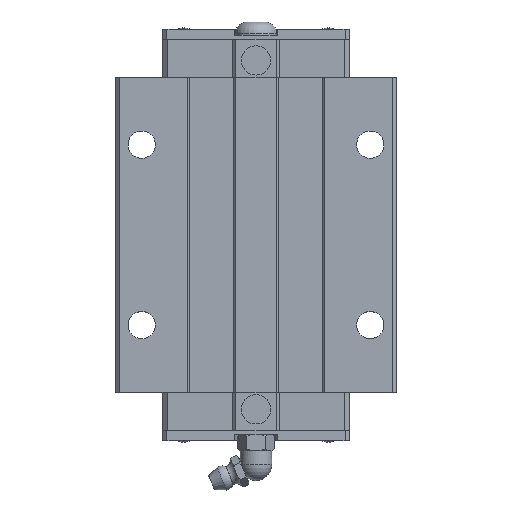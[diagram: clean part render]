
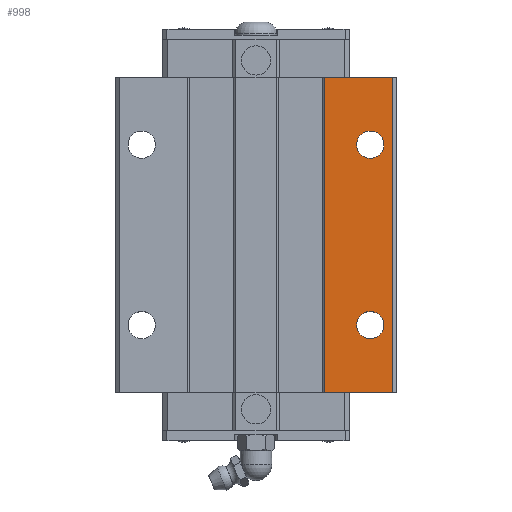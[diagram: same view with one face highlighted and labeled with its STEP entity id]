
A CAD part, top view. The second image highlights one B-rep face of the part: STEP entity #998.
In plain terms, the highlighted planar face has unit normal (0, 0, 1).
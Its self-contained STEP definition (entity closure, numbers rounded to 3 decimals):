
#998=ADVANCED_FACE('',(#2064,#2065,#2066),#2067,.T.);
#2064=FACE_OUTER_BOUND('',#3193,.T.);
#2065=FACE_BOUND('',#3194,.T.);
#2066=FACE_BOUND('',#3195,.T.);
#2067=PLANE('',#3196);
#3193=EDGE_LOOP('',(#6271,#6272,#6273,#6274));
#3194=EDGE_LOOP('',(#6275,#6276));
#3195=EDGE_LOOP('',(#6277,#6278));
#3196=AXIS2_PLACEMENT_3D('',#6279,#6280,#6281);
#6271=ORIENTED_EDGE('',*,*,#7958,.T.);
#6272=ORIENTED_EDGE('',*,*,#7887,.T.);
#6273=ORIENTED_EDGE('',*,*,#7964,.F.);
#6274=ORIENTED_EDGE('',*,*,#7939,.T.);
#6275=ORIENTED_EDGE('',*,*,#6816,.T.);
#6276=ORIENTED_EDGE('',*,*,#7965,.T.);
#6277=ORIENTED_EDGE('',*,*,#6810,.T.);
#6278=ORIENTED_EDGE('',*,*,#7966,.T.);
#6279=CARTESIAN_POINT('',(0.0,90.601,36.0));
#6280=DIRECTION('',(0.0,0.0,1.0));
#6281=DIRECTION('',(-1.0,0.0,0.0));
#6810=EDGE_CURVE('',#8159,#8165,#8167,.T.);
#6816=EDGE_CURVE('',#8170,#8176,#8178,.T.);
#7887=EDGE_CURVE('',#9772,#9770,#9773,.T.);
#7939=EDGE_CURVE('',#9862,#9860,#9863,.T.);
#7958=EDGE_CURVE('',#9860,#9772,#9886,.T.);
#7964=EDGE_CURVE('',#9862,#9770,#9892,.T.);
#7965=EDGE_CURVE('',#8176,#8170,#9893,.T.);
#7966=EDGE_CURVE('',#8165,#8159,#9894,.T.);
#8159=VERTEX_POINT('',#10139);
#8165=VERTEX_POINT('',#10146);
#8167=CIRCLE('',#10149,3.4);
#8170=VERTEX_POINT('',#10152);
#8176=VERTEX_POINT('',#10159);
#8178=CIRCLE('',#10162,3.4);
#9770=VERTEX_POINT('',#13324);
#9772=VERTEX_POINT('',#13327);
#9773=LINE('',#13328,#13329);
#9860=VERTEX_POINT('',#13458);
#9862=VERTEX_POINT('',#13461);
#9863=LINE('',#13462,#13463);
#9886=LINE('',#13498,#13499);
#9892=LINE('',#13507,#13508);
#9893=CIRCLE('',#13509,3.4);
#9894=CIRCLE('',#13510,3.4);
#10139=CARTESIAN_POINT('',(31.9,28.801,36.0));
#10146=CARTESIAN_POINT('',(25.1,28.801,36.0));
#10149=AXIS2_PLACEMENT_3D('',#13820,#13821,#13822);
#10152=CARTESIAN_POINT('',(31.9,73.801,36.0));
#10159=CARTESIAN_POINT('',(25.1,73.801,36.0));
#10162=AXIS2_PLACEMENT_3D('',#13831,#13832,#13833);
#13324=CARTESIAN_POINT('',(34.0,12.001,36.0));
#13327=CARTESIAN_POINT('',(17.0,12.001,36.0));
#13328=CARTESIAN_POINT('',(34.0,12.001,36.0));
#13329=VECTOR('',#14891,1.0);
#13458=CARTESIAN_POINT('',(17.0,90.601,36.0));
#13461=CARTESIAN_POINT('',(34.0,90.601,36.0));
#13462=CARTESIAN_POINT('',(34.0,90.601,36.0));
#13463=VECTOR('',#14941,1.0);
#13498=CARTESIAN_POINT('',(17.0,110.251,36.0));
#13499=VECTOR('',#14954,1.0);
#13507=CARTESIAN_POINT('',(34.0,90.601,36.0));
#13508=VECTOR('',#14957,1.0);
#13509=AXIS2_PLACEMENT_3D('',#14958,#14959,#14960);
#13510=AXIS2_PLACEMENT_3D('',#14961,#14962,#14963);
#13820=CARTESIAN_POINT('',(28.5,28.801,36.0));
#13821=DIRECTION('',(0.0,0.0,-1.0));
#13822=DIRECTION('',(1.0,0.0,0.0));
#13831=CARTESIAN_POINT('',(28.5,73.801,36.0));
#13832=DIRECTION('',(0.0,0.0,-1.0));
#13833=DIRECTION('',(1.0,0.0,0.0));
#14891=DIRECTION('',(1.0,0.0,0.0));
#14941=DIRECTION('',(-1.0,0.0,0.0));
#14954=DIRECTION('',(0.0,-1.0,0.0));
#14957=DIRECTION('',(0.0,-1.0,0.0));
#14958=CARTESIAN_POINT('',(28.5,73.801,36.0));
#14959=DIRECTION('',(0.0,0.0,-1.0));
#14960=DIRECTION('',(1.0,0.0,0.0));
#14961=CARTESIAN_POINT('',(28.5,28.801,36.0));
#14962=DIRECTION('',(0.0,0.0,-1.0));
#14963=DIRECTION('',(1.0,0.0,0.0));
